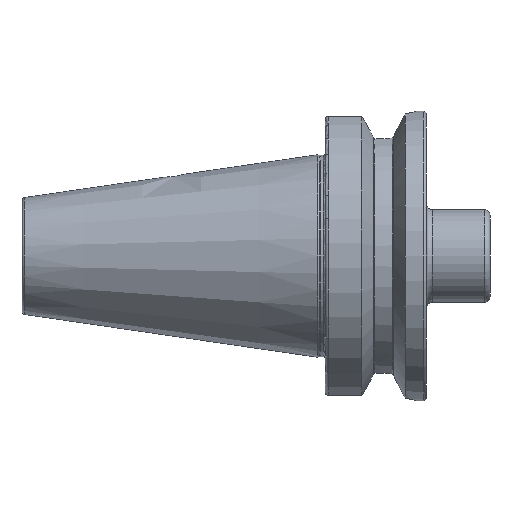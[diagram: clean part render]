
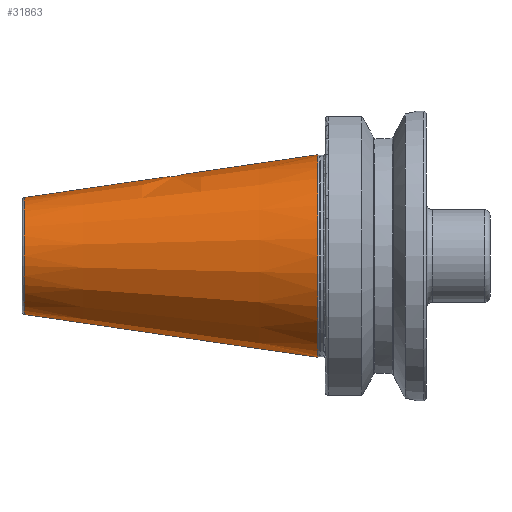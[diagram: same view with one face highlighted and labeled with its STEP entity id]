
A CAD part, front view. The second image highlights one B-rep face of the part: STEP entity #31863.
In plain terms, the highlighted conical face has half-angle 8.297 degrees and reference radius 34.998 mm.
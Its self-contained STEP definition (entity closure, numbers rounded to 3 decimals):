
#1822 = AXIS2_PLACEMENT_3D ( 'NONE', #12033, #12064, #12034 ) ;
#4726 = CIRCLE ( 'NONE', #14583, 20.204 ) ;
#4735 = CIRCLE ( 'NONE', #14618, 34.998 ) ;
#4994 = EDGE_LOOP ( 'NONE', ( #9553, #9533, #9524, #9539, #9552, #9565 ) ) ;
#5050 = VERTEX_POINT ( 'NONE', #27310 ) ;
#5175 = VERTEX_POINT ( 'NONE', #27365 ) ;
#5190 = VERTEX_POINT ( 'NONE', #16985 ) ;
#5211 = VERTEX_POINT ( 'NONE', #16999 ) ;
#5218 = VERTEX_POINT ( 'NONE', #16975 ) ;
#5273 = VERTEX_POINT ( 'NONE', #17014 ) ;
#6862 = CARTESIAN_POINT ( 'NONE',  ( -50.437, -3.14, 27.831 ) ) ;
#6868 = CARTESIAN_POINT ( 'NONE',  ( -55.051, -1.776, 27.28 ) ) ;
#6870 = CARTESIAN_POINT ( 'NONE',  ( -49.364, -2.313, 28.069 ) ) ;
#6881 = CARTESIAN_POINT ( 'NONE',  ( -55.408, -0.921, 27.27 ) ) ;
#6885 = CARTESIAN_POINT ( 'NONE',  ( -48.965, -1.759, 28.168 ) ) ;
#6890 = CARTESIAN_POINT ( 'NONE',  ( -53.731, -3.051, 27.357 ) ) ;
#6892 = CARTESIAN_POINT ( 'NONE',  ( -48.681, -1.133, 28.241 ) ) ;
#6894 = CARTESIAN_POINT ( 'NONE',  ( -48.522, -0.459, 28.284 ) ) ;
#6896 = CARTESIAN_POINT ( 'NONE',  ( -48.5, -0.229, 28.29 ) ) ;
#6898 = CARTESIAN_POINT ( 'NONE',  ( -48.856, -1.554, 28.196 ) ) ;
#6902 = CARTESIAN_POINT ( 'NONE',  ( -53.529, -3.157, 27.375 ) ) ;
#6904 = CARTESIAN_POINT ( 'NONE',  ( -48.5, 0., 28.29 ) ) ;
#6909 = CARTESIAN_POINT ( 'NONE',  ( -49.684, -2.634, 27.994 ) ) ;
#6913 = CARTESIAN_POINT ( 'NONE',  ( -54.116, -2.798, 27.328 ) ) ;
#6920 = CARTESIAN_POINT ( 'NONE',  ( -50.857, -3.316, 27.749 ) ) ;
#6922 = CARTESIAN_POINT ( 'NONE',  ( -51.746, -3.498, 27.595 ) ) ;
#6925 = CARTESIAN_POINT ( 'NONE',  ( -55.5, -0.464, 27.269 ) ) ;
#6940 = CARTESIAN_POINT ( 'NONE',  ( -55.5, 0., 27.269 ) ) ;
#6942 = CARTESIAN_POINT ( 'NONE',  ( -52.88, -3.395, 27.442 ) ) ;
#6944 = CARTESIAN_POINT ( 'NONE',  ( -52.432, -3.481, 27.497 ) ) ;
#6946 = CARTESIAN_POINT ( 'NONE',  ( -52.206, -3.501, 27.527 ) ) ;
#6950 = CARTESIAN_POINT ( 'NONE',  ( -51.076, -3.383, 27.708 ) ) ;
#6954 = CARTESIAN_POINT ( 'NONE',  ( -54.297, -2.65, 27.316 ) ) ;
#6956 = CARTESIAN_POINT ( 'NONE',  ( -50.239, -3.033, 27.872 ) ) ;
#6958 = CARTESIAN_POINT ( 'NONE',  ( -49.863, -2.781, 27.953 ) ) ;
#6960 = CARTESIAN_POINT ( 'NONE',  ( -49.22, -2.138, 28.104 ) ) ;
#6962 = CARTESIAN_POINT ( 'NONE',  ( -48.613, -0.914, 28.259 ) ) ;
#6971 = CARTESIAN_POINT ( 'NONE',  ( -54.787, -2.167, 27.289 ) ) ;
#6974 = CARTESIAN_POINT ( 'NONE',  ( -51.519, -3.474, 27.632 ) ) ;
#6976 = CARTESIAN_POINT ( 'NONE',  ( -53.104, -3.329, 27.417 ) ) ;
#8738 = CARTESIAN_POINT ( 'NONE',  ( -2.5, 0., 34.998 ) ) ;
#8755 = DIRECTION ( 'NONE',  ( 0.99, 0., 0.144 ) ) ;
#9524 = ORIENTED_EDGE ( 'NONE', *, *, #23143, .T. ) ;
#9533 = ORIENTED_EDGE ( 'NONE', *, *, #14371, .F. ) ;
#9539 = ORIENTED_EDGE ( 'NONE', *, *, #14471, .T. ) ;
#9552 = ORIENTED_EDGE ( 'NONE', *, *, #23062, .F. ) ;
#9553 = ORIENTED_EDGE ( 'NONE', *, *, #23091, .F. ) ;
#9565 = ORIENTED_EDGE ( 'NONE', *, *, #23530, .F. ) ;
#10085 = VECTOR ( 'NONE', #8755, 1000. ) ;
#10089 = LINE ( 'NONE', #8738, #10085 ) ;
#10114 = VECTOR ( 'NONE', #10998, 1000. ) ;
#10125 = LINE ( 'NONE', #10997, #10114 ) ;
#10166 = LINE ( 'NONE', #11396, #10190 ) ;
#10190 = VECTOR ( 'NONE', #11391, 1000. ) ;
#10997 = CARTESIAN_POINT ( 'NONE',  ( -2.5, 0., 34.998 ) ) ;
#10998 = DIRECTION ( 'NONE',  ( 0.99, 0., 0.144 ) ) ;
#11391 = DIRECTION ( 'NONE',  ( 0.99, 0., -0.144 ) ) ;
#11396 = CARTESIAN_POINT ( 'NONE',  ( -2.5, 0., -34.998 ) ) ;
#12033 = CARTESIAN_POINT ( 'NONE',  ( -2.5, 0., 0. ) ) ;
#12034 = DIRECTION ( 'NONE',  ( 0., 0., -1. ) ) ;
#12064 = DIRECTION ( 'NONE',  ( 1., 0., 0. ) ) ;
#12853 = FACE_OUTER_BOUND ( 'NONE', #4994, .T. ) ;
#12876 = CONICAL_SURFACE ( 'NONE', #1822, 34.998, 0.145 ) ;
#14371 = EDGE_CURVE ( 'NONE', #5273, #5175, #4726, .T. ) ;
#14471 = EDGE_CURVE ( 'NONE', #5190, #5211, #4735, .T. ) ;
#14583 = AXIS2_PLACEMENT_3D ( 'NONE', #20070, #20078, #20097 ) ;
#14618 = AXIS2_PLACEMENT_3D ( 'NONE', #18254, #18236, #18243 ) ;
#16687 = B_SPLINE_CURVE_WITH_KNOTS ( 'NONE', 3,
 ( #6940, #6925, #6881, #6868, #6971, #6954, #6913, #6890, #6902, #6976, #6942, #6944, #6946, #6922, #6974, #6950, #6920, #6862, #6956, #6958, #6909, #6870, #6960, #6885, #6898, #6892, #6962, #6894, #6896, #6904 ),
 .UNSPECIFIED., .F., .F.,
 ( 4, 2, 2, 2, 2, 2, 2, 2, 2, 2, 2, 2, 2, 2, 4 ),
 ( 0.02, 0.021, 0.023, 0.023, 0.024, 0.025, 0.025, 0.026, 0.027, 0.028, 0.028, 0.029, 0.03, 0.03, 0.031 ),
 .UNSPECIFIED. ) ;
#16975 = CARTESIAN_POINT ( 'NONE',  ( -48.5, 0., 28.29 ) ) ;
#16985 = CARTESIAN_POINT ( 'NONE',  ( -2.5, 0., -34.998 ) ) ;
#16999 = CARTESIAN_POINT ( 'NONE',  ( -2.5, 0., 34.998 ) ) ;
#17014 = CARTESIAN_POINT ( 'NONE',  ( -103.944, 0., -20.204 ) ) ;
#18236 = DIRECTION ( 'NONE',  ( -1., 0., 0. ) ) ;
#18243 = DIRECTION ( 'NONE',  ( 0., 0., 1. ) ) ;
#18254 = CARTESIAN_POINT ( 'NONE',  ( -2.5, 0., 0. ) ) ;
#20070 = CARTESIAN_POINT ( 'NONE',  ( -103.944, 0., 0. ) ) ;
#20078 = DIRECTION ( 'NONE',  ( -1., 0., 0. ) ) ;
#20097 = DIRECTION ( 'NONE',  ( 0., 0., 1. ) ) ;
#23062 = EDGE_CURVE ( 'NONE', #5218, #5211, #10089, .T. ) ;
#23091 = EDGE_CURVE ( 'NONE', #5175, #5050, #10125, .T. ) ;
#23143 = EDGE_CURVE ( 'NONE', #5273, #5190, #10166, .T. ) ;
#23530 = EDGE_CURVE ( 'NONE', #5050, #5218, #16687, .T. ) ;
#27310 = CARTESIAN_POINT ( 'NONE',  ( -55.5, 0., 27.269 ) ) ;
#27365 = CARTESIAN_POINT ( 'NONE',  ( -103.944, 0., 20.204 ) ) ;
#31863 = ADVANCED_FACE ( 'NONE', ( #12853 ), #12876, .T. ) ;
